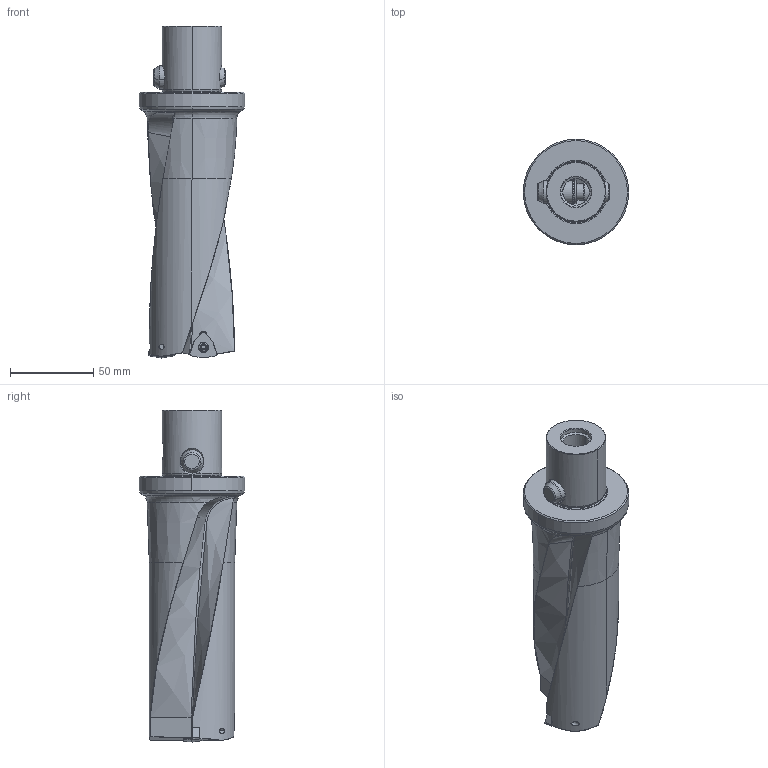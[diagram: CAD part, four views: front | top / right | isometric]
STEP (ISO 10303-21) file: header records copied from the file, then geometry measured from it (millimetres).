
FILE_DESCRIPTION(('no description'),'unknown implementation level');
FILE_NAME('3811CE2A-7886-4EC0-AB21-6483A2C79F22_export.stp',' ',('CIMSOURCE GmbH'),('CADClick - KiM GmbH - www.kimweb.de'),'unknown preprocess','ACIS','unknown authorization');
FILE_SCHEMA(('automotive_design'));
Length unit declared in the file: millimetre
Products named in the file (7): 336.653 Kaiser WB 53-106 X CK6|694.143 Kaiser ETL M4 X 11,8 T15 IP 10S_Standard;NONE; 336.653 Kaiser WB 53-106 X CK6|336.653 Kaiser WB 53-106 X CK6_Standard-2;NONE; 336.653 Kaiser WB 53-106 X CK6|336.653 Kaiser WB 53-106 X CK6_Standard-1;NONE; 336.653 Kaiser WB 53-106 X CK6|336.653 Kaiser WB 53-106 X CK6_Standard;NONE; 336.653 Kaiser WB 53-106 X CK6|691.506 Kaiser ETL D14 X 43K_Standard|691.526 Mitnehmerbolzen_Standard;NONE; 336.653 Kaiser WB 53-106 X CK6|691.506 Kaiser ETL D14 X 43K_Standard|693.305 Sprengring_Standard;NONE
Bounding box: 63.5 x 63.5 x 200 mm (x, y, z)
Volume: 278824.6 mm3; surface area: 47386.2 mm2
Topology: 7 solids, 7 shells, 357 faces, 869 edges, 526 vertices
Faces by surface type: cylinder 109, plane 85, cone 71, torus 41, bspline 38, sphere 13
Entity records: 71214 total; most frequent: CARTESIAN_POINT 53001, DIRECTION 1774, STYLED_ITEM 1753, PRESENTATION_STYLE_ASSIGNMENT 1753, COLOUR_RGB 1753, ORIENTED_EDGE 1726, EDGE_CURVE 863, CURVE_STYLE 863
